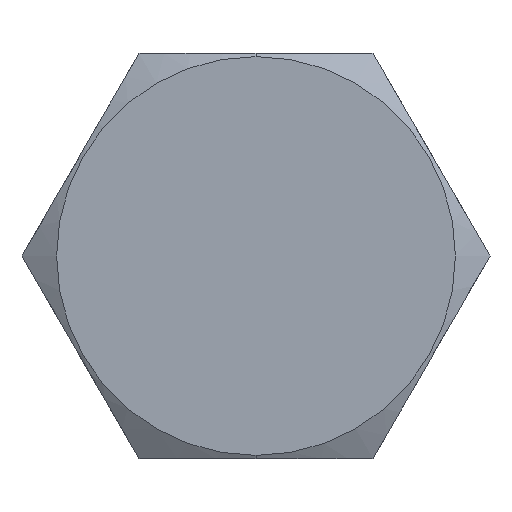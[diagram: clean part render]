
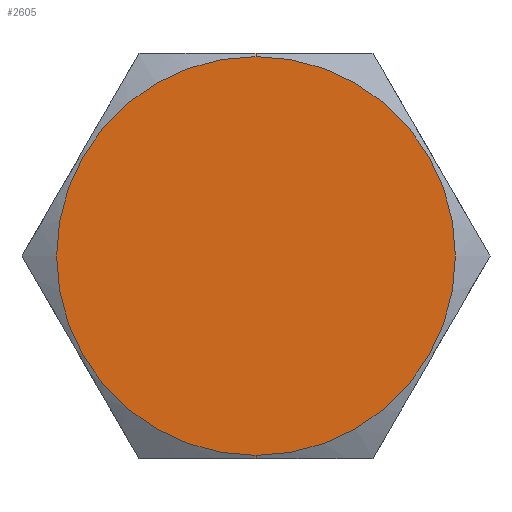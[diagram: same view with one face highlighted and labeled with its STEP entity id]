
A CAD part, left-side view. The second image highlights one B-rep face of the part: STEP entity #2605.
In plain terms, the highlighted planar face has unit normal (-1, 0, 0).
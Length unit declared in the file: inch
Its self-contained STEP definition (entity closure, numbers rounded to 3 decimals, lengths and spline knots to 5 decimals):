
#479 = VERTEX_POINT ( 'NONE', #4713 ) ;
#1469 = CARTESIAN_POINT ( 'NONE',  ( 0., 0., 0. ) ) ;
#1586 = CARTESIAN_POINT ( 'NONE',  ( 0., 0., 0. ) ) ;
#2526 = DIRECTION ( 'NONE',  ( 1., 0., 0. ) ) ;
#2574 = PLANE ( 'NONE',  #7984 ) ;
#2605 = ADVANCED_FACE ( 'NONE', ( #11640 ), #2574, .F. ) ;
#3586 = DIRECTION ( 'NONE',  ( 0., 0., 1. ) ) ;
#3654 = DIRECTION ( 'NONE',  ( 0., 0., -1. ) ) ;
#4324 = DIRECTION ( 'NONE',  ( -1., 0., 0. ) ) ;
#4501 = EDGE_CURVE ( 'NONE', #10858, #479, #11617, .T. ) ;
#4521 = AXIS2_PLACEMENT_3D ( 'NONE', #9655, #4324, #9567 ) ;
#4550 = ORIENTED_EDGE ( 'NONE', *, *, #6945, .T. ) ;
#4713 = CARTESIAN_POINT ( 'NONE',  ( 0., 0., 0.615 ) ) ;
#6945 = EDGE_CURVE ( 'NONE', #479, #10858, #8790, .T. ) ;
#7043 = ORIENTED_EDGE ( 'NONE', *, *, #4501, .T. ) ;
#7984 = AXIS2_PLACEMENT_3D ( 'NONE', #1586, #2526, #3654 ) ;
#8790 = CIRCLE ( 'NONE', #4521, 0.615 ) ;
#9527 = AXIS2_PLACEMENT_3D ( 'NONE', #1469, #9671, #3586 ) ;
#9567 = DIRECTION ( 'NONE',  ( 0., 0., 1. ) ) ;
#9584 = CARTESIAN_POINT ( 'NONE',  ( 0., 0., -0.615 ) ) ;
#9655 = CARTESIAN_POINT ( 'NONE',  ( 0., 0., 0. ) ) ;
#9671 = DIRECTION ( 'NONE',  ( -1., 0., 0. ) ) ;
#10484 = EDGE_LOOP ( 'NONE', ( #7043, #4550 ) ) ;
#10858 = VERTEX_POINT ( 'NONE', #9584 ) ;
#11617 = CIRCLE ( 'NONE', #9527, 0.615 ) ;
#11640 = FACE_OUTER_BOUND ( 'NONE', #10484, .T. ) ;
